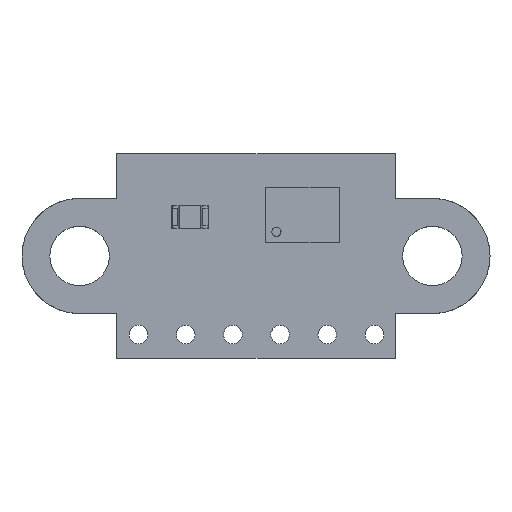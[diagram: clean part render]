
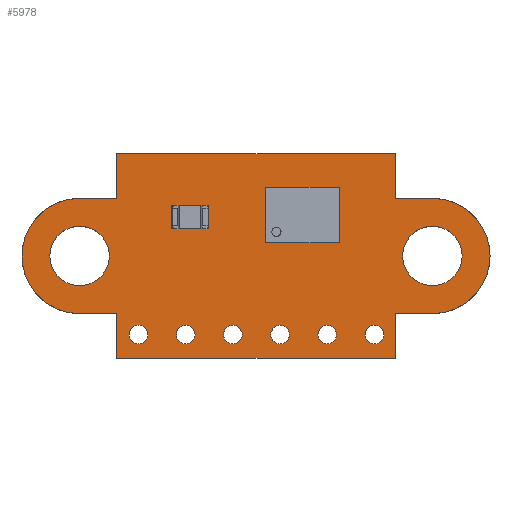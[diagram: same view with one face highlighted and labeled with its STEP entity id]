
A CAD part, top view. The second image highlights one B-rep face of the part: STEP entity #5978.
In plain terms, the highlighted planar face has unit normal (0, 0, 1).
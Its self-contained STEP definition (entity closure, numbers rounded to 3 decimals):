
#5978 = ADVANCED_FACE('',(#5979,#6111,#6122,#6133,#6144,#6155,#6166,
    #6177,#6188),#6199,.T.);
#5979 = FACE_BOUND('',#5980,.F.);
#5980 = EDGE_LOOP('',(#5981,#5991,#5999,#6007,#6015,#6023,#6032,#6040,
    #6048,#6056,#6064,#6072,#6080,#6088,#6097,#6105));
#5981 = ORIENTED_EDGE('',*,*,#5982,.T.);
#5982 = EDGE_CURVE('',#5983,#5985,#5987,.T.);
#5983 = VERTEX_POINT('',#5984);
#5984 = CARTESIAN_POINT('',(93.3,-69.05,1.56));
#5985 = VERTEX_POINT('',#5986);
#5986 = CARTESIAN_POINT('',(93.3,-66.65,1.56));
#5987 = LINE('',#5988,#5989);
#5988 = CARTESIAN_POINT('',(93.3,-69.05,1.56));
#5989 = VECTOR('',#5990,1.);
#5990 = DIRECTION('',(0.,1.,0.));
#5991 = ORIENTED_EDGE('',*,*,#5992,.T.);
#5992 = EDGE_CURVE('',#5985,#5993,#5995,.T.);
#5993 = VERTEX_POINT('',#5994);
#5994 = CARTESIAN_POINT('',(108.3,-66.65,1.56));
#5995 = LINE('',#5996,#5997);
#5996 = CARTESIAN_POINT('',(93.3,-66.65,1.56));
#5997 = VECTOR('',#5998,1.);
#5998 = DIRECTION('',(1.,0.,0.));
#5999 = ORIENTED_EDGE('',*,*,#6000,.T.);
#6000 = EDGE_CURVE('',#5993,#6001,#6003,.T.);
#6001 = VERTEX_POINT('',#6002);
#6002 = CARTESIAN_POINT('',(108.3,-69.05,1.56));
#6003 = LINE('',#6004,#6005);
#6004 = CARTESIAN_POINT('',(108.3,-66.65,1.56));
#6005 = VECTOR('',#6006,1.);
#6006 = DIRECTION('',(0.,-1.,0.));
#6007 = ORIENTED_EDGE('',*,*,#6008,.T.);
#6008 = EDGE_CURVE('',#6001,#6009,#6011,.T.);
#6009 = VERTEX_POINT('',#6010);
#6010 = CARTESIAN_POINT('',(110.3,-69.05,1.56));
#6011 = LINE('',#6012,#6013);
#6012 = CARTESIAN_POINT('',(108.3,-69.05,1.56));
#6013 = VECTOR('',#6014,1.);
#6014 = DIRECTION('',(1.,0.,0.));
#6015 = ORIENTED_EDGE('',*,*,#6016,.T.);
#6016 = EDGE_CURVE('',#6009,#6017,#6019,.T.);
#6017 = VERTEX_POINT('',#6018);
#6018 = CARTESIAN_POINT('',(110.474,-69.052,1.56));
#6019 = LINE('',#6020,#6021);
#6020 = CARTESIAN_POINT('',(110.3,-69.05,1.56));
#6021 = VECTOR('',#6022,1.);
#6022 = DIRECTION('',(1.,-0.014,0.));
#6023 = ORIENTED_EDGE('',*,*,#6024,.T.);
#6024 = EDGE_CURVE('',#6017,#6025,#6027,.T.);
#6025 = VERTEX_POINT('',#6026);
#6026 = CARTESIAN_POINT('',(110.474,-75.248,1.56));
#6027 = CIRCLE('',#6028,3.102);
#6028 = AXIS2_PLACEMENT_3D('',#6029,#6030,#6031);
#6029 = CARTESIAN_POINT('',(110.3,-72.15,1.56));
#6030 = DIRECTION('',(0.,0.,-1.));
#6031 = DIRECTION('',(0.056,0.998,0.));
#6032 = ORIENTED_EDGE('',*,*,#6033,.T.);
#6033 = EDGE_CURVE('',#6025,#6034,#6036,.T.);
#6034 = VERTEX_POINT('',#6035);
#6035 = CARTESIAN_POINT('',(110.3,-75.25,1.56));
#6036 = LINE('',#6037,#6038);
#6037 = CARTESIAN_POINT('',(110.474,-75.248,1.56));
#6038 = VECTOR('',#6039,1.);
#6039 = DIRECTION('',(-1.,-0.014,0.));
#6040 = ORIENTED_EDGE('',*,*,#6041,.T.);
#6041 = EDGE_CURVE('',#6034,#6042,#6044,.T.);
#6042 = VERTEX_POINT('',#6043);
#6043 = CARTESIAN_POINT('',(108.3,-75.25,1.56));
#6044 = LINE('',#6045,#6046);
#6045 = CARTESIAN_POINT('',(110.3,-75.25,1.56));
#6046 = VECTOR('',#6047,1.);
#6047 = DIRECTION('',(-1.,0.,0.));
#6048 = ORIENTED_EDGE('',*,*,#6049,.T.);
#6049 = EDGE_CURVE('',#6042,#6050,#6052,.T.);
#6050 = VERTEX_POINT('',#6051);
#6051 = CARTESIAN_POINT('',(108.3,-77.65,1.56));
#6052 = LINE('',#6053,#6054);
#6053 = CARTESIAN_POINT('',(108.3,-75.25,1.56));
#6054 = VECTOR('',#6055,1.);
#6055 = DIRECTION('',(0.,-1.,0.));
#6056 = ORIENTED_EDGE('',*,*,#6057,.T.);
#6057 = EDGE_CURVE('',#6050,#6058,#6060,.T.);
#6058 = VERTEX_POINT('',#6059);
#6059 = CARTESIAN_POINT('',(93.3,-77.65,1.56));
#6060 = LINE('',#6061,#6062);
#6061 = CARTESIAN_POINT('',(108.3,-77.65,1.56));
#6062 = VECTOR('',#6063,1.);
#6063 = DIRECTION('',(-1.,0.,0.));
#6064 = ORIENTED_EDGE('',*,*,#6065,.T.);
#6065 = EDGE_CURVE('',#6058,#6066,#6068,.T.);
#6066 = VERTEX_POINT('',#6067);
#6067 = CARTESIAN_POINT('',(93.3,-75.25,1.56));
#6068 = LINE('',#6069,#6070);
#6069 = CARTESIAN_POINT('',(93.3,-77.65,1.56));
#6070 = VECTOR('',#6071,1.);
#6071 = DIRECTION('',(0.,1.,0.));
#6072 = ORIENTED_EDGE('',*,*,#6073,.T.);
#6073 = EDGE_CURVE('',#6066,#6074,#6076,.T.);
#6074 = VERTEX_POINT('',#6075);
#6075 = CARTESIAN_POINT('',(91.3,-75.25,1.56));
#6076 = LINE('',#6077,#6078);
#6077 = CARTESIAN_POINT('',(93.3,-75.25,1.56));
#6078 = VECTOR('',#6079,1.);
#6079 = DIRECTION('',(-1.,0.,0.));
#6080 = ORIENTED_EDGE('',*,*,#6081,.T.);
#6081 = EDGE_CURVE('',#6074,#6082,#6084,.T.);
#6082 = VERTEX_POINT('',#6083);
#6083 = CARTESIAN_POINT('',(91.126,-75.248,1.56));
#6084 = LINE('',#6085,#6086);
#6085 = CARTESIAN_POINT('',(91.3,-75.25,1.56));
#6086 = VECTOR('',#6087,1.);
#6087 = DIRECTION('',(-1.,0.014,0.));
#6088 = ORIENTED_EDGE('',*,*,#6089,.T.);
#6089 = EDGE_CURVE('',#6082,#6090,#6092,.T.);
#6090 = VERTEX_POINT('',#6091);
#6091 = CARTESIAN_POINT('',(91.126,-69.052,1.56));
#6092 = CIRCLE('',#6093,3.102);
#6093 = AXIS2_PLACEMENT_3D('',#6094,#6095,#6096);
#6094 = CARTESIAN_POINT('',(91.3,-72.15,1.56));
#6095 = DIRECTION('',(0.,0.,-1.));
#6096 = DIRECTION('',(-0.056,-0.998,-0.));
#6097 = ORIENTED_EDGE('',*,*,#6098,.T.);
#6098 = EDGE_CURVE('',#6090,#6099,#6101,.T.);
#6099 = VERTEX_POINT('',#6100);
#6100 = CARTESIAN_POINT('',(91.3,-69.05,1.56));
#6101 = LINE('',#6102,#6103);
#6102 = CARTESIAN_POINT('',(91.126,-69.052,1.56));
#6103 = VECTOR('',#6104,1.);
#6104 = DIRECTION('',(1.,0.014,0.));
#6105 = ORIENTED_EDGE('',*,*,#6106,.T.);
#6106 = EDGE_CURVE('',#6099,#5983,#6107,.T.);
#6107 = LINE('',#6108,#6109);
#6108 = CARTESIAN_POINT('',(91.3,-69.05,1.56));
#6109 = VECTOR('',#6110,1.);
#6110 = DIRECTION('',(1.,0.,0.));
#6111 = FACE_BOUND('',#6112,.F.);
#6112 = EDGE_LOOP('',(#6113));
#6113 = ORIENTED_EDGE('',*,*,#6114,.T.);
#6114 = EDGE_CURVE('',#6115,#6115,#6117,.T.);
#6115 = VERTEX_POINT('',#6116);
#6116 = CARTESIAN_POINT('',(94.975,-76.385,1.56));
#6117 = CIRCLE('',#6118,0.5);
#6118 = AXIS2_PLACEMENT_3D('',#6119,#6120,#6121);
#6119 = CARTESIAN_POINT('',(94.475,-76.385,1.56));
#6120 = DIRECTION('',(0.,0.,1.));
#6121 = DIRECTION('',(1.,0.,-0.));
#6122 = FACE_BOUND('',#6123,.F.);
#6123 = EDGE_LOOP('',(#6124));
#6124 = ORIENTED_EDGE('',*,*,#6125,.T.);
#6125 = EDGE_CURVE('',#6126,#6126,#6128,.T.);
#6126 = VERTEX_POINT('',#6127);
#6127 = CARTESIAN_POINT('',(97.515,-76.385,1.56));
#6128 = CIRCLE('',#6129,0.5);
#6129 = AXIS2_PLACEMENT_3D('',#6130,#6131,#6132);
#6130 = CARTESIAN_POINT('',(97.015,-76.385,1.56));
#6131 = DIRECTION('',(0.,0.,1.));
#6132 = DIRECTION('',(1.,0.,-0.));
#6133 = FACE_BOUND('',#6134,.F.);
#6134 = EDGE_LOOP('',(#6135));
#6135 = ORIENTED_EDGE('',*,*,#6136,.T.);
#6136 = EDGE_CURVE('',#6137,#6137,#6139,.T.);
#6137 = VERTEX_POINT('',#6138);
#6138 = CARTESIAN_POINT('',(100.055,-76.385,1.56));
#6139 = CIRCLE('',#6140,0.5);
#6140 = AXIS2_PLACEMENT_3D('',#6141,#6142,#6143);
#6141 = CARTESIAN_POINT('',(99.555,-76.385,1.56));
#6142 = DIRECTION('',(0.,0.,1.));
#6143 = DIRECTION('',(1.,0.,-0.));
#6144 = FACE_BOUND('',#6145,.F.);
#6145 = EDGE_LOOP('',(#6146));
#6146 = ORIENTED_EDGE('',*,*,#6147,.T.);
#6147 = EDGE_CURVE('',#6148,#6148,#6150,.T.);
#6148 = VERTEX_POINT('',#6149);
#6149 = CARTESIAN_POINT('',(102.595,-76.385,1.56));
#6150 = CIRCLE('',#6151,0.5);
#6151 = AXIS2_PLACEMENT_3D('',#6152,#6153,#6154);
#6152 = CARTESIAN_POINT('',(102.095,-76.385,1.56));
#6153 = DIRECTION('',(0.,0.,1.));
#6154 = DIRECTION('',(1.,0.,-0.));
#6155 = FACE_BOUND('',#6156,.F.);
#6156 = EDGE_LOOP('',(#6157));
#6157 = ORIENTED_EDGE('',*,*,#6158,.T.);
#6158 = EDGE_CURVE('',#6159,#6159,#6161,.T.);
#6159 = VERTEX_POINT('',#6160);
#6160 = CARTESIAN_POINT('',(105.135,-76.385,1.56));
#6161 = CIRCLE('',#6162,0.5);
#6162 = AXIS2_PLACEMENT_3D('',#6163,#6164,#6165);
#6163 = CARTESIAN_POINT('',(104.635,-76.385,1.56));
#6164 = DIRECTION('',(0.,0.,1.));
#6165 = DIRECTION('',(1.,0.,-0.));
#6166 = FACE_BOUND('',#6167,.F.);
#6167 = EDGE_LOOP('',(#6168));
#6168 = ORIENTED_EDGE('',*,*,#6169,.T.);
#6169 = EDGE_CURVE('',#6170,#6170,#6172,.T.);
#6170 = VERTEX_POINT('',#6171);
#6171 = CARTESIAN_POINT('',(107.675,-76.385,1.56));
#6172 = CIRCLE('',#6173,0.5);
#6173 = AXIS2_PLACEMENT_3D('',#6174,#6175,#6176);
#6174 = CARTESIAN_POINT('',(107.175,-76.385,1.56));
#6175 = DIRECTION('',(0.,0.,1.));
#6176 = DIRECTION('',(1.,0.,-0.));
#6177 = FACE_BOUND('',#6178,.F.);
#6178 = EDGE_LOOP('',(#6179));
#6179 = ORIENTED_EDGE('',*,*,#6180,.T.);
#6180 = EDGE_CURVE('',#6181,#6181,#6183,.T.);
#6181 = VERTEX_POINT('',#6182);
#6182 = CARTESIAN_POINT('',(92.9,-72.15,1.56));
#6183 = CIRCLE('',#6184,1.6);
#6184 = AXIS2_PLACEMENT_3D('',#6185,#6186,#6187);
#6185 = CARTESIAN_POINT('',(91.3,-72.15,1.56));
#6186 = DIRECTION('',(0.,0.,1.));
#6187 = DIRECTION('',(1.,0.,-0.));
#6188 = FACE_BOUND('',#6189,.F.);
#6189 = EDGE_LOOP('',(#6190));
#6190 = ORIENTED_EDGE('',*,*,#6191,.T.);
#6191 = EDGE_CURVE('',#6192,#6192,#6194,.T.);
#6192 = VERTEX_POINT('',#6193);
#6193 = CARTESIAN_POINT('',(111.9,-72.15,1.56));
#6194 = CIRCLE('',#6195,1.6);
#6195 = AXIS2_PLACEMENT_3D('',#6196,#6197,#6198);
#6196 = CARTESIAN_POINT('',(110.3,-72.15,1.56));
#6197 = DIRECTION('',(0.,0.,1.));
#6198 = DIRECTION('',(1.,0.,-0.));
#6199 = PLANE('',#6200);
#6200 = AXIS2_PLACEMENT_3D('',#6201,#6202,#6203);
#6201 = CARTESIAN_POINT('',(0.,0.,1.56));
#6202 = DIRECTION('',(0.,0.,1.));
#6203 = DIRECTION('',(1.,0.,-0.));
